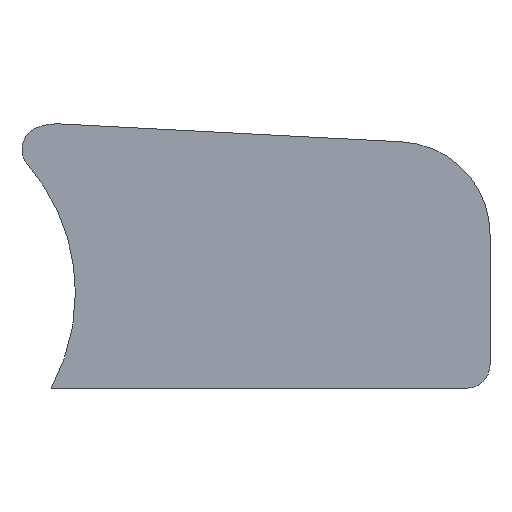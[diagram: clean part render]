
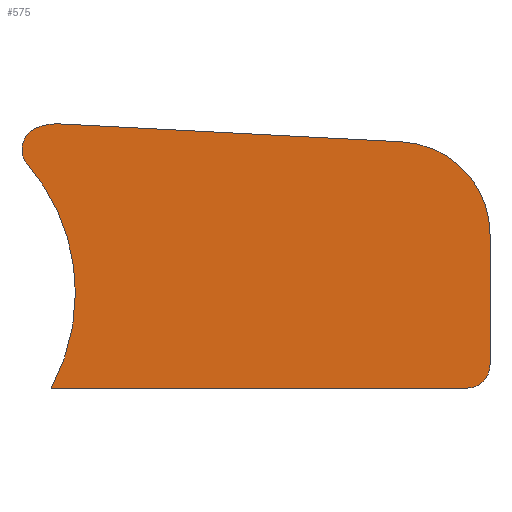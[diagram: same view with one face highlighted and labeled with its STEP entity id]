
A CAD part, top view. The second image highlights one B-rep face of the part: STEP entity #575.
In plain terms, the highlighted planar face has unit normal (0, 0, 1).
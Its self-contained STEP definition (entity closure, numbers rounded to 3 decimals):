
#10 = CARTESIAN_POINT ( 'NONE',  ( 38.759, 36.557, 1.5 ) ) ;
#83 = CARTESIAN_POINT ( 'NONE',  ( 42.5, 0., 1.5 ) ) ;
#85 = DIRECTION ( 'NONE',  ( -1., 0., 0. ) ) ;
#86 = DIRECTION ( 'NONE',  ( 0., 0., -1. ) ) ;
#87 = CARTESIAN_POINT ( 'NONE',  ( 0., 0., 1.5 ) ) ;
#106 = DIRECTION ( 'NONE',  ( -1., 0., 0. ) ) ;
#107 = DIRECTION ( 'NONE',  ( 0., 0., -1. ) ) ;
#108 = AXIS2_PLACEMENT_3D ( 'NONE', #127, #107, #106 ) ;
#109 = CIRCLE ( 'NONE', #108, 42.5 ) ;
#110 = AXIS2_PLACEMENT_3D ( 'NONE', #87, #86, #85 ) ;
#114 = FACE_OUTER_BOUND ( 'NONE', #577, .T. ) ;
#127 = CARTESIAN_POINT ( 'NONE',  ( 0., 0., 1.5 ) ) ;
#179 = PLANE ( 'NONE',  #110 ) ;
#180 = CARTESIAN_POINT ( 'NONE',  ( 35.967, 31.026, 1.5 ) ) ;
#187 = DIRECTION ( 'NONE',  ( 0., 0., 1. ) ) ;
#188 = DIRECTION ( 'NONE',  ( -1., 0., 0. ) ) ;
#189 = DIRECTION ( 'NONE',  ( 0., 0., -1. ) ) ;
#190 = AXIS2_PLACEMENT_3D ( 'NONE', #291, #189, #188 ) ;
#192 = DIRECTION ( 'NONE',  ( -1., 0., 0. ) ) ;
#193 = DIRECTION ( 'NONE',  ( 0., 0., 1. ) ) ;
#194 = AXIS2_PLACEMENT_3D ( 'NONE', #296, #193, #192 ) ;
#196 = DIRECTION ( 'NONE',  ( -1., 0., 0. ) ) ;
#197 = DIRECTION ( 'NONE',  ( 0., 0., 1. ) ) ;
#198 = CARTESIAN_POINT ( 'NONE',  ( 35.967, 31.026, 1.5 ) ) ;
#208 = CIRCLE ( 'NONE', #209, 5. ) ;
#209 = AXIS2_PLACEMENT_3D ( 'NONE', #198, #197, #196 ) ;
#221 = CARTESIAN_POINT ( 'NONE',  ( 37.229, -20.5, 1.5 ) ) ;
#222 = CARTESIAN_POINT ( 'NONE',  ( 127., -20.5, 1.5 ) ) ;
#223 = DIRECTION ( 'NONE',  ( 1., 0., 0. ) ) ;
#224 = DIRECTION ( 'NONE',  ( 0., 0., 1. ) ) ;
#225 = CARTESIAN_POINT ( 'NONE',  ( 38.236, 26.571, 1.5 ) ) ;
#226 = AXIS2_PLACEMENT_3D ( 'NONE', #225, #224, #223 ) ;
#227 = CIRCLE ( 'NONE', #226, 10. ) ;
#244 = VECTOR ( 'NONE', #321, 1000. ) ;
#284 = DIRECTION ( 'NONE',  ( -1., 0., 0. ) ) ;
#285 = CARTESIAN_POINT ( 'NONE',  ( 30.967, 31.026, 1.5 ) ) ;
#288 = DIRECTION ( 'NONE',  ( 1., 0., 0. ) ) ;
#289 = VECTOR ( 'NONE', #288, 1000. ) ;
#291 = CARTESIAN_POINT ( 'NONE',  ( 0., 0., 1.5 ) ) ;
#292 = AXIS2_PLACEMENT_3D ( 'NONE', #180, #187, #284 ) ;
#293 = CIRCLE ( 'NONE', #375, 20. ) ;
#294 = LINE ( 'NONE', #343, #244 ) ;
#296 = CARTESIAN_POINT ( 'NONE',  ( 127., -15.5, 1.5 ) ) ;
#297 = DIRECTION ( 'NONE',  ( -1., 0., 0. ) ) ;
#298 = DIRECTION ( 'NONE',  ( 0., 0., 1. ) ) ;
#299 = CIRCLE ( 'NONE', #292, 5. ) ;
#300 = CIRCLE ( 'NONE', #194, 5. ) ;
#301 = DIRECTION ( 'NONE',  ( 0., 1., 0. ) ) ;
#302 = VECTOR ( 'NONE', #301, 1000. ) ;
#303 = CARTESIAN_POINT ( 'NONE',  ( 132., -20.5, 1.5 ) ) ;
#317 = CARTESIAN_POINT ( 'NONE',  ( 112., 12.691, 1.5 ) ) ;
#318 = CARTESIAN_POINT ( 'NONE',  ( 132., -15.5, 1.5 ) ) ;
#320 = CARTESIAN_POINT ( 'NONE',  ( 132., 12.691, 1.5 ) ) ;
#321 = DIRECTION ( 'NONE',  ( -0.999, 0.052, 0. ) ) ;
#322 = CARTESIAN_POINT ( 'NONE',  ( 37.229, -20.5, 1.5 ) ) ;
#323 = LINE ( 'NONE', #322, #289 ) ;
#324 = CARTESIAN_POINT ( 'NONE',  ( 113.047, 32.664, 1.5 ) ) ;
#343 = CARTESIAN_POINT ( 'NONE',  ( 132., 31.67, 1.5 ) ) ;
#344 = LINE ( 'NONE', #303, #302 ) ;
#357 = CARTESIAN_POINT ( 'NONE',  ( 32.181, 27.76, 1.5 ) ) ;
#375 = AXIS2_PLACEMENT_3D ( 'NONE', #317, #298, #297 ) ;
#376 = CIRCLE ( 'NONE', #190, 42.5 ) ;
#395 = CARTESIAN_POINT ( 'NONE',  ( 33.698, 35.482, 1.5 ) ) ;
#570 = EDGE_CURVE ( 'NONE', #664, #580, #109, .T. ) ;
#575 = ADVANCED_FACE ( 'NONE', ( #114 ), #179, .F. ) ;
#577 = EDGE_LOOP ( 'NONE', ( #601, #616, #622, #628, #627, #648, #638, #651, #639, #635 ) ) ;
#580 = VERTEX_POINT ( 'NONE', #83 ) ;
#601 = ORIENTED_EDGE ( 'NONE', *, *, #615, .T. ) ;
#612 = VERTEX_POINT ( 'NONE', #10 ) ;
#615 = EDGE_CURVE ( 'NONE', #625, #621, #344, .T. ) ;
#616 = ORIENTED_EDGE ( 'NONE', *, *, #626, .T. ) ;
#620 = EDGE_CURVE ( 'NONE', #630, #612, #294, .T. ) ;
#621 = VERTEX_POINT ( 'NONE', #320 ) ;
#622 = ORIENTED_EDGE ( 'NONE', *, *, #620, .T. ) ;
#624 = VERTEX_POINT ( 'NONE', #395 ) ;
#625 = VERTEX_POINT ( 'NONE', #318 ) ;
#626 = EDGE_CURVE ( 'NONE', #621, #630, #293, .T. ) ;
#627 = ORIENTED_EDGE ( 'NONE', *, *, #646, .T. ) ;
#628 = ORIENTED_EDGE ( 'NONE', *, *, #636, .T. ) ;
#630 = VERTEX_POINT ( 'NONE', #324 ) ;
#632 = EDGE_CURVE ( 'NONE', #642, #625, #300, .T. ) ;
#633 = EDGE_CURVE ( 'NONE', #640, #642, #323, .T. ) ;
#635 = ORIENTED_EDGE ( 'NONE', *, *, #632, .T. ) ;
#636 = EDGE_CURVE ( 'NONE', #612, #624, #227, .T. ) ;
#637 = EDGE_CURVE ( 'NONE', #580, #640, #376, .T. ) ;
#638 = ORIENTED_EDGE ( 'NONE', *, *, #570, .T. ) ;
#639 = ORIENTED_EDGE ( 'NONE', *, *, #633, .T. ) ;
#640 = VERTEX_POINT ( 'NONE', #221 ) ;
#642 = VERTEX_POINT ( 'NONE', #222 ) ;
#646 = EDGE_CURVE ( 'NONE', #624, #652, #299, .T. ) ;
#648 = ORIENTED_EDGE ( 'NONE', *, *, #671, .T. ) ;
#651 = ORIENTED_EDGE ( 'NONE', *, *, #637, .T. ) ;
#652 = VERTEX_POINT ( 'NONE', #285 ) ;
#664 = VERTEX_POINT ( 'NONE', #357 ) ;
#671 = EDGE_CURVE ( 'NONE', #652, #664, #208, .T. ) ;
